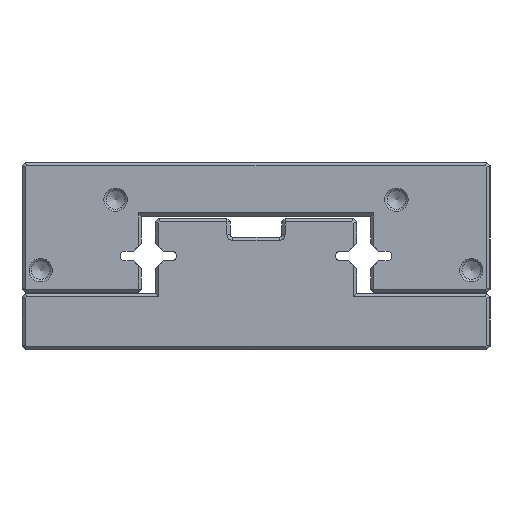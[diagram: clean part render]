
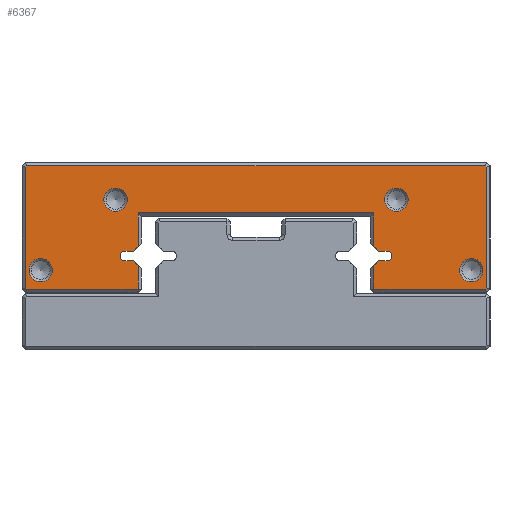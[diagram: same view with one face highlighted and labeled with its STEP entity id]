
A CAD part, left-side view. The second image highlights one B-rep face of the part: STEP entity #6367.
In plain terms, the highlighted planar face has unit normal (-1, 0, 0).
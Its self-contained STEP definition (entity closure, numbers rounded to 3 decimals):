
#5220=FACE_BOUND('',#9888,.T.);
#5221=FACE_BOUND('',#9889,.T.);
#5222=FACE_BOUND('',#9890,.T.);
#5223=FACE_BOUND('',#9891,.T.);
#5224=FACE_BOUND('',#9892,.T.);
#5828=CIRCLE('',#27166,1.);
#5847=CIRCLE('',#27193,1.);
#5853=CIRCLE('',#27205,2.5);
#5854=CIRCLE('',#27206,2.5);
#5855=CIRCLE('',#27207,2.5);
#5856=CIRCLE('',#27208,2.5);
#6367=ADVANCED_FACE('',(#5220,#5221,#5222,#5223,#5224),#7601,.T.);
#7601=PLANE('',#27209);
#9888=EDGE_LOOP('',(#13011,#13012,#13013,#13014,#13015,#13016,#13017,#13018,
#13019,#13020,#13021,#13022,#13023,#13024,#13025,#13026,#13027,#13028,#13029,
#13030,#13031,#13032,#13033,#13034));
#9889=EDGE_LOOP('',(#13035));
#9890=EDGE_LOOP('',(#13036));
#9891=EDGE_LOOP('',(#13037));
#9892=EDGE_LOOP('',(#13038));
#13011=ORIENTED_EDGE('',*,*,#20357,.F.);
#13012=ORIENTED_EDGE('',*,*,#20398,.T.);
#13013=ORIENTED_EDGE('',*,*,#20399,.T.);
#13014=ORIENTED_EDGE('',*,*,#20400,.T.);
#13015=ORIENTED_EDGE('',*,*,#20298,.F.);
#13016=ORIENTED_EDGE('',*,*,#20292,.F.);
#13017=ORIENTED_EDGE('',*,*,#20289,.F.);
#13018=ORIENTED_EDGE('',*,*,#20286,.F.);
#13019=ORIENTED_EDGE('',*,*,#20284,.F.);
#13020=ORIENTED_EDGE('',*,*,#20401,.T.);
#13021=ORIENTED_EDGE('',*,*,#20402,.T.);
#13022=ORIENTED_EDGE('',*,*,#20403,.T.);
#13023=ORIENTED_EDGE('',*,*,#20404,.T.);
#13024=ORIENTED_EDGE('',*,*,#20405,.T.);
#13025=ORIENTED_EDGE('',*,*,#20406,.T.);
#13026=ORIENTED_EDGE('',*,*,#20407,.T.);
#13027=ORIENTED_EDGE('',*,*,#20408,.T.);
#13028=ORIENTED_EDGE('',*,*,#20409,.T.);
#13029=ORIENTED_EDGE('',*,*,#20410,.T.);
#13030=ORIENTED_EDGE('',*,*,#20411,.T.);
#13031=ORIENTED_EDGE('',*,*,#20371,.F.);
#13032=ORIENTED_EDGE('',*,*,#20365,.F.);
#13033=ORIENTED_EDGE('',*,*,#20362,.F.);
#13034=ORIENTED_EDGE('',*,*,#20359,.F.);
#13035=ORIENTED_EDGE('',*,*,#20412,.T.);
#13036=ORIENTED_EDGE('',*,*,#20413,.T.);
#13037=ORIENTED_EDGE('',*,*,#20414,.T.);
#13038=ORIENTED_EDGE('',*,*,#20415,.T.);
#18026=VERTEX_POINT('',#36454);
#18027=VERTEX_POINT('',#36456);
#18028=VERTEX_POINT('',#36460);
#18030=VERTEX_POINT('',#36466);
#18032=VERTEX_POINT('',#36472);
#18037=VERTEX_POINT('',#36484);
#18077=VERTEX_POINT('',#36586);
#18078=VERTEX_POINT('',#36588);
#18079=VERTEX_POINT('',#36592);
#18081=VERTEX_POINT('',#36598);
#18083=VERTEX_POINT('',#36604);
#18088=VERTEX_POINT('',#36616);
#18111=VERTEX_POINT('',#36670);
#18112=VERTEX_POINT('',#36672);
#18113=VERTEX_POINT('',#36675);
#18114=VERTEX_POINT('',#36677);
#18115=VERTEX_POINT('',#36679);
#18116=VERTEX_POINT('',#36681);
#18117=VERTEX_POINT('',#36683);
#18118=VERTEX_POINT('',#36685);
#18119=VERTEX_POINT('',#36687);
#18120=VERTEX_POINT('',#36689);
#18121=VERTEX_POINT('',#36691);
#18122=VERTEX_POINT('',#36693);
#18123=VERTEX_POINT('',#36696);
#18124=VERTEX_POINT('',#36698);
#18125=VERTEX_POINT('',#36700);
#18126=VERTEX_POINT('',#36702);
#20284=EDGE_CURVE('',#18026,#18027,#22920,.T.);
#20286=EDGE_CURVE('',#18027,#18028,#22922,.T.);
#20289=EDGE_CURVE('',#18028,#18030,#5828,.T.);
#20292=EDGE_CURVE('',#18030,#18032,#22926,.T.);
#20298=EDGE_CURVE('',#18032,#18037,#22932,.T.);
#20357=EDGE_CURVE('',#18077,#18078,#22974,.T.);
#20359=EDGE_CURVE('',#18078,#18079,#22976,.T.);
#20362=EDGE_CURVE('',#18079,#18081,#5847,.T.);
#20365=EDGE_CURVE('',#18081,#18083,#22980,.T.);
#20371=EDGE_CURVE('',#18083,#18088,#22986,.T.);
#20398=EDGE_CURVE('',#18077,#18111,#23009,.T.);
#20399=EDGE_CURVE('',#18111,#18112,#23010,.T.);
#20400=EDGE_CURVE('',#18112,#18037,#23011,.T.);
#20401=EDGE_CURVE('',#18026,#18113,#23012,.T.);
#20402=EDGE_CURVE('',#18113,#18114,#23013,.T.);
#20403=EDGE_CURVE('',#18114,#18115,#23014,.T.);
#20404=EDGE_CURVE('',#18115,#18116,#23015,.T.);
#20405=EDGE_CURVE('',#18116,#18117,#23016,.T.);
#20406=EDGE_CURVE('',#18117,#18118,#23017,.T.);
#20407=EDGE_CURVE('',#18118,#18119,#23018,.T.);
#20408=EDGE_CURVE('',#18119,#18120,#23019,.T.);
#20409=EDGE_CURVE('',#18120,#18121,#23020,.T.);
#20410=EDGE_CURVE('',#18121,#18122,#23021,.T.);
#20411=EDGE_CURVE('',#18122,#18088,#23022,.T.);
#20412=EDGE_CURVE('',#18123,#18123,#5853,.T.);
#20413=EDGE_CURVE('',#18124,#18124,#5854,.T.);
#20414=EDGE_CURVE('',#18125,#18125,#5855,.T.);
#20415=EDGE_CURVE('',#18126,#18126,#5856,.T.);
#22920=LINE('',#36455,#25168);
#22922=LINE('',#36459,#25170);
#22926=LINE('',#36471,#25174);
#22932=LINE('',#36483,#25180);
#22974=LINE('',#36587,#25222);
#22976=LINE('',#36591,#25224);
#22980=LINE('',#36603,#25228);
#22986=LINE('',#36615,#25234);
#23009=LINE('',#36669,#25257);
#23010=LINE('',#36671,#25258);
#23011=LINE('',#36673,#25259);
#23012=LINE('',#36674,#25260);
#23013=LINE('',#36676,#25261);
#23014=LINE('',#36678,#25262);
#23015=LINE('',#36680,#25263);
#23016=LINE('',#36682,#25264);
#23017=LINE('',#36684,#25265);
#23018=LINE('',#36686,#25266);
#23019=LINE('',#36688,#25267);
#23020=LINE('',#36690,#25268);
#23021=LINE('',#36692,#25269);
#23022=LINE('',#36694,#25270);
#25168=VECTOR('',#30058,1.);
#25170=VECTOR('',#30062,1.);
#25174=VECTOR('',#30074,1.);
#25180=VECTOR('',#30082,1.);
#25222=VECTOR('',#30166,1.);
#25224=VECTOR('',#30170,1.);
#25228=VECTOR('',#30182,1.);
#25234=VECTOR('',#30190,1.);
#25257=VECTOR('',#30229,1.);
#25258=VECTOR('',#30230,1.);
#25259=VECTOR('',#30231,1.);
#25260=VECTOR('',#30232,1.);
#25261=VECTOR('',#30233,1.);
#25262=VECTOR('',#30234,1.);
#25263=VECTOR('',#30235,1.);
#25264=VECTOR('',#30236,1.);
#25265=VECTOR('',#30237,1.);
#25266=VECTOR('',#30238,1.);
#25267=VECTOR('',#30239,1.);
#25268=VECTOR('',#30240,1.);
#25269=VECTOR('',#30241,1.);
#25270=VECTOR('',#30242,1.);
#27166=AXIS2_PLACEMENT_3D('',#36465,#30067,#30068);
#27193=AXIS2_PLACEMENT_3D('',#36597,#30175,#30176);
#27205=AXIS2_PLACEMENT_3D('',#36695,#30243,#30244);
#27206=AXIS2_PLACEMENT_3D('',#36697,#30245,#30246);
#27207=AXIS2_PLACEMENT_3D('',#36699,#30247,#30248);
#27208=AXIS2_PLACEMENT_3D('',#36701,#30249,#30250);
#27209=AXIS2_PLACEMENT_3D('',#36703,#30251,#30252);
#30058=DIRECTION('',(0.,-0.707,0.707));
#30062=DIRECTION('',(0.,-1.,0.));
#30067=DIRECTION('',(-1.,0.,0.));
#30068=DIRECTION('',(0.,0.,-1.));
#30074=DIRECTION('',(0.,1.,0.));
#30082=DIRECTION('',(0.,0.707,0.707));
#30166=DIRECTION('',(0.,0.707,-0.707));
#30170=DIRECTION('',(0.,1.,0.));
#30175=DIRECTION('',(-1.,0.,0.));
#30176=DIRECTION('',(0.,0.,1.));
#30182=DIRECTION('',(0.,-1.,0.));
#30190=DIRECTION('',(0.,-0.707,-0.707));
#30229=DIRECTION('',(0.,0.,1.));
#30230=DIRECTION('',(0.,-1.,0.));
#30231=DIRECTION('',(0.,0.,-1.));
#30232=DIRECTION('',(0.,0.,-1.));
#30233=DIRECTION('',(0.,-1.,0.));
#30234=DIRECTION('',(0.,-0.707,0.707));
#30235=DIRECTION('',(0.,0.,1.));
#30236=DIRECTION('',(0.,0.707,0.707));
#30237=DIRECTION('',(0.,1.,0.));
#30238=DIRECTION('',(0.,0.707,-0.707));
#30239=DIRECTION('',(0.,0.,-1.));
#30240=DIRECTION('',(0.,-0.707,-0.707));
#30241=DIRECTION('',(0.,-1.,0.));
#30242=DIRECTION('',(0.,0.,1.));
#30243=DIRECTION('',(1.,0.,0.));
#30244=DIRECTION('',(0.,0.,-1.));
#30245=DIRECTION('',(1.,0.,0.));
#30246=DIRECTION('',(0.,0.,-1.));
#30247=DIRECTION('',(1.,0.,0.));
#30248=DIRECTION('',(0.,0.,-1.));
#30249=DIRECTION('',(1.,0.,0.));
#30250=DIRECTION('',(0.,0.,-1.));
#30251=DIRECTION('',(-1.,0.,0.));
#30252=DIRECTION('',(0.,0.,1.));
#36454=CARTESIAN_POINT('',(80.,24.8,17.957));
#36455=CARTESIAN_POINT('',(80.,25.5,17.257));
#36456=CARTESIAN_POINT('',(80.,23.757,19.));
#36459=CARTESIAN_POINT('',(80.,23.757,19.));
#36460=CARTESIAN_POINT('',(80.,22.,19.));
#36465=CARTESIAN_POINT('',(80.,22.,20.));
#36466=CARTESIAN_POINT('',(80.,22.,21.));
#36471=CARTESIAN_POINT('',(80.,22.,21.));
#36472=CARTESIAN_POINT('',(80.,23.757,21.));
#36483=CARTESIAN_POINT('',(80.,23.757,21.));
#36484=CARTESIAN_POINT('',(80.,24.8,22.043));
#36586=CARTESIAN_POINT('',(80.,75.2,22.043));
#36587=CARTESIAN_POINT('',(80.,74.5,22.743));
#36588=CARTESIAN_POINT('',(80.,76.243,21.));
#36591=CARTESIAN_POINT('',(80.,76.243,21.));
#36592=CARTESIAN_POINT('',(80.,78.,21.));
#36597=CARTESIAN_POINT('',(80.,78.,20.));
#36598=CARTESIAN_POINT('',(80.,78.,19.));
#36603=CARTESIAN_POINT('',(80.,78.,19.));
#36604=CARTESIAN_POINT('',(80.,76.243,19.));
#36615=CARTESIAN_POINT('',(80.,76.243,19.));
#36616=CARTESIAN_POINT('',(80.,75.2,17.957));
#36669=CARTESIAN_POINT('',(80.,75.2,28.5));
#36670=CARTESIAN_POINT('',(80.,75.2,29.2));
#36671=CARTESIAN_POINT('',(80.,25.5,29.2));
#36672=CARTESIAN_POINT('',(80.,24.8,29.2));
#36673=CARTESIAN_POINT('',(80.,24.8,22.743));
#36674=CARTESIAN_POINT('',(80.,24.8,12.2));
#36675=CARTESIAN_POINT('',(80.,24.8,12.9));
#36676=CARTESIAN_POINT('',(80.,0.7,12.9));
#36677=CARTESIAN_POINT('',(80.,0.99,12.9));
#36678=CARTESIAN_POINT('',(80.,7.945,5.945));
#36679=CARTESIAN_POINT('',(80.,0.7,13.19));
#36680=CARTESIAN_POINT('',(80.,0.7,39.3));
#36681=CARTESIAN_POINT('',(80.,0.7,39.01));
#36682=CARTESIAN_POINT('',(80.,1.845,40.155));
#36683=CARTESIAN_POINT('',(80.,0.99,39.3));
#36684=CARTESIAN_POINT('',(80.,99.3,39.3));
#36685=CARTESIAN_POINT('',(80.,99.01,39.3));
#36686=CARTESIAN_POINT('',(80.,70.155,68.155));
#36687=CARTESIAN_POINT('',(80.,99.3,39.01));
#36688=CARTESIAN_POINT('',(80.,99.3,12.9));
#36689=CARTESIAN_POINT('',(80.,99.3,13.19));
#36690=CARTESIAN_POINT('',(80.,64.055,-22.055));
#36691=CARTESIAN_POINT('',(80.,99.01,12.9));
#36692=CARTESIAN_POINT('',(80.,74.5,12.9));
#36693=CARTESIAN_POINT('',(80.,75.2,12.9));
#36694=CARTESIAN_POINT('',(80.,75.2,17.257));
#36695=CARTESIAN_POINT('',(80.,96.,17.));
#36696=CARTESIAN_POINT('',(80.,96.,14.5));
#36697=CARTESIAN_POINT('',(80.,4.,17.));
#36698=CARTESIAN_POINT('',(80.,4.,14.5));
#36699=CARTESIAN_POINT('',(80.,20.,32.));
#36700=CARTESIAN_POINT('',(80.,20.,29.5));
#36701=CARTESIAN_POINT('',(80.,80.,32.));
#36702=CARTESIAN_POINT('',(80.,80.,29.5));
#36703=CARTESIAN_POINT('',(80.,22.,20.));
